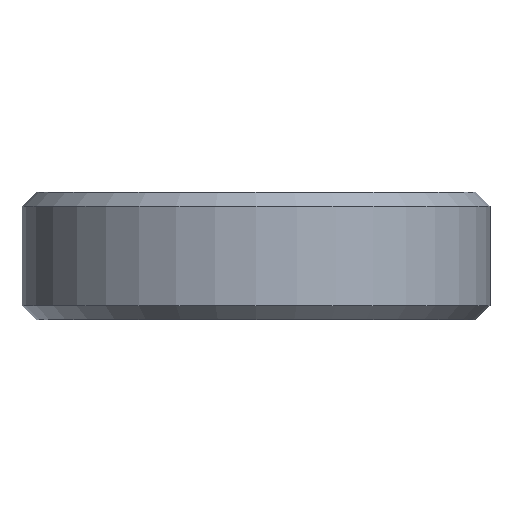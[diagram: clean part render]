
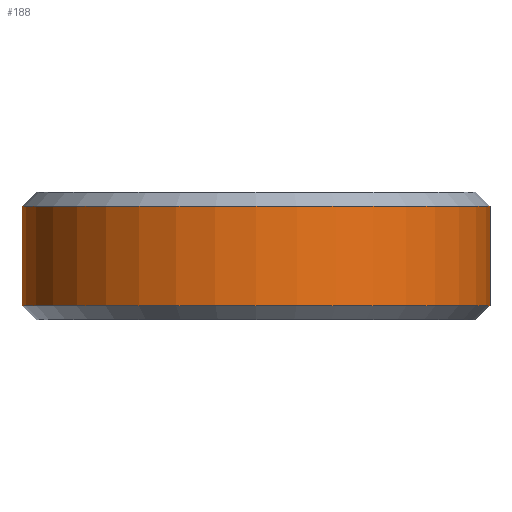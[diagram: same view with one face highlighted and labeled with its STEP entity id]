
A CAD part, front view. The second image highlights one B-rep face of the part: STEP entity #188.
In plain terms, the highlighted cylindrical face has radius 16.5 mm (diameter 33 mm), a full revolution.
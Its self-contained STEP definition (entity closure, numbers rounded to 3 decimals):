
#21=CYLINDRICAL_SURFACE('',#220,16.5);
#27=FACE_OUTER_BOUND('',#40,.T.);
#40=EDGE_LOOP('',(#145,#146,#147,#148));
#54=CIRCLE('',#219,16.5);
#55=CIRCLE('',#221,16.5);
#66=LINE('',#323,#80);
#80=VECTOR('',#263,16.5);
#96=VERTEX_POINT('',#318);
#97=VERTEX_POINT('',#322);
#114=EDGE_CURVE('',#96,#96,#54,.T.);
#115=EDGE_CURVE('',#96,#97,#66,.T.);
#116=EDGE_CURVE('',#97,#97,#55,.T.);
#145=ORIENTED_EDGE('',*,*,#114,.F.);
#146=ORIENTED_EDGE('',*,*,#115,.T.);
#147=ORIENTED_EDGE('',*,*,#116,.F.);
#148=ORIENTED_EDGE('',*,*,#115,.F.);
#188=ADVANCED_FACE('',(#27),#21,.T.);
#219=AXIS2_PLACEMENT_3D('',#320,#259,#260);
#220=AXIS2_PLACEMENT_3D('',#321,#261,#262);
#221=AXIS2_PLACEMENT_3D('',#324,#264,#265);
#259=DIRECTION('center_axis',(0.,0.,
-1.));
#260=DIRECTION('ref_axis',(-1.,0.,0.));
#261=DIRECTION('center_axis',(0.,0.,
-1.));
#262=DIRECTION('ref_axis',(-1.,0.,0.));
#263=DIRECTION('',(0.,0.,1.));
#264=DIRECTION('center_axis',(0.,0.,
1.));
#265=DIRECTION('ref_axis',(-1.,0.,0.));
#318=CARTESIAN_POINT('',(16.5,-22.5,-15.5));
#320=CARTESIAN_POINT('Origin',(0.,-22.5,-15.5));
#321=CARTESIAN_POINT('Origin',(0.,-22.5,34.178));
#322=CARTESIAN_POINT('',(16.5,-22.5,-8.5));
#323=CARTESIAN_POINT('',(16.5,-22.5,34.178));
#324=CARTESIAN_POINT('Origin',(0.,-22.5,-8.5));
